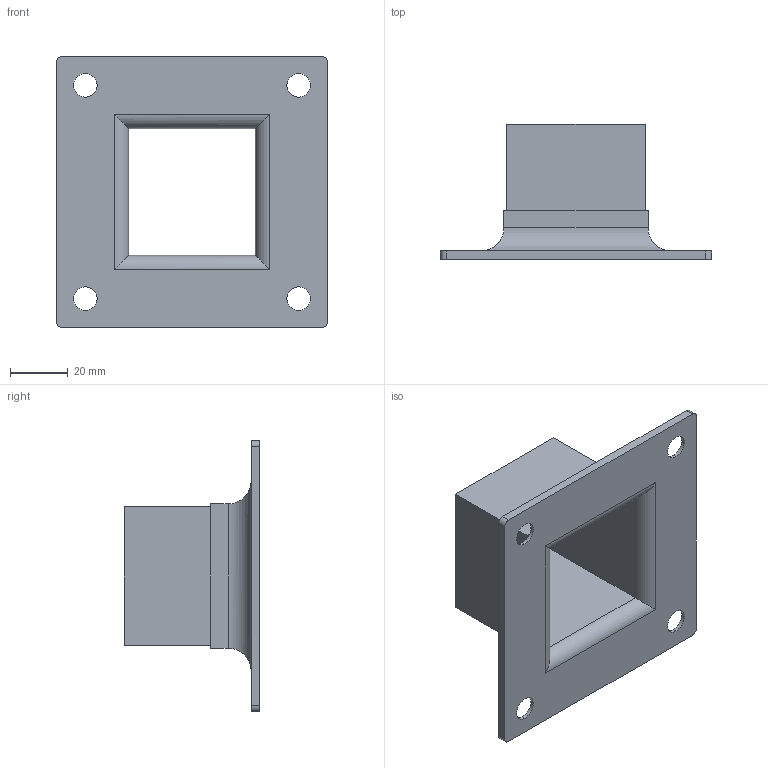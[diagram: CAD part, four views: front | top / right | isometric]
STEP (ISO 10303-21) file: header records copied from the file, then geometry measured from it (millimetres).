
FILE_DESCRIPTION (( 'STEP AP203' ), '1' );
FILE_NAME ('3D_GB3084_50x50x2_188711240.STEP', '2024-10-17T15:13:44', ( '' ), ( '' ), 'SwSTEP 2.0', 'SolidWorks 2024', '' );
FILE_SCHEMA (( 'CONFIG_CONTROL_DESIGN' ));
Length unit declared in the file: millimetre
Products named in the file (1): 3D_GB3084_50x50x2_188711240
Bounding box: 94 x 47 x 94 mm (x, y, z)
Volume: 40610.9 mm3; surface area: 30502.6 mm2
Topology: 1 solids, 1 shells, 60 faces, 152 edges, 92 vertices
Faces by surface type: cylinder 20, plane 20, cone 12, bspline 8
Entity records: 2085 total; most frequent: CARTESIAN_POINT 625, ORIENTED_EDGE 304, DIRECTION 262, EDGE_CURVE 152, AXIS2_PLACEMENT_3D 93, VERTEX_POINT 92, VECTOR 76, LINE 76
